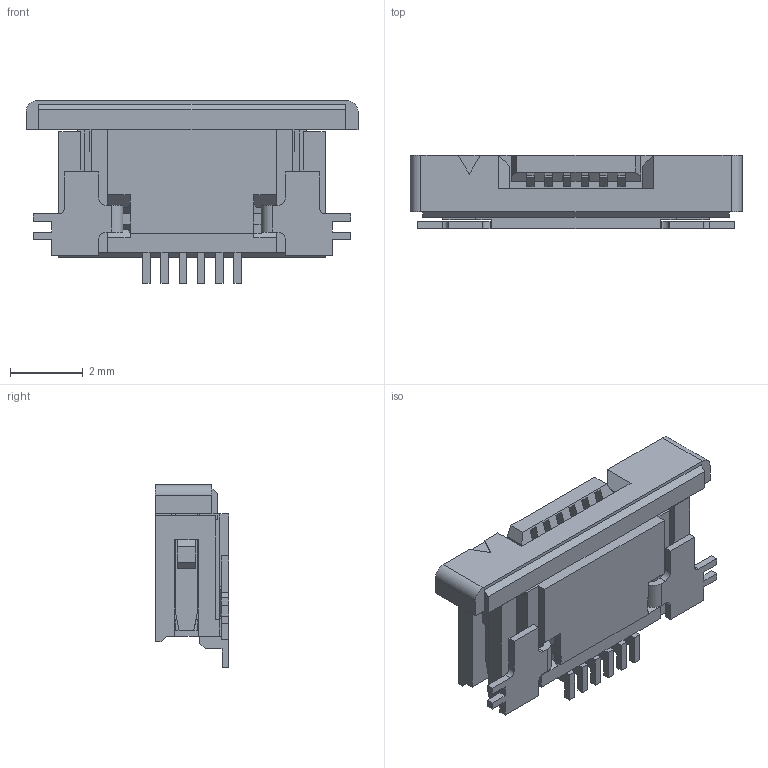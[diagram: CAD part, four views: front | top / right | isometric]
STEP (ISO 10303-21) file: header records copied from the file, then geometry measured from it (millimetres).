
FILE_DESCRIPTION((''),'2;1');
FILE_NAME('527450697','2019-07-11T',('gga'),(''),'PRO/ENGINEER BY PARAMETRIC TECHNOLOGY CORPORATION, 2016010','PRO/ENGINEER BY PARAMETRIC TECHNOLOGY CORPORATION, 2016010','');
FILE_SCHEMA(('CONFIG_CONTROL_DESIGN'));
Length unit declared in the file: millimetre
Products named in the file (1): 527450697
Bounding box: 9.1 x 2 x 5 mm (x, y, z)
Volume: 50 mm3; surface area: 252.6 mm2
Topology: 1 solids, 1 shells, 405 faces, 1231 edges, 820 vertices
Faces by surface type: plane 371, cylinder 34
Entity records: 13548 total; most frequent: CARTESIAN_POINT 2447, ORIENTED_EDGE 2390, DIRECTION 2105, EDGE_CURVE 1195, VECTOR 1153, LINE 1153, VERTEX_POINT 784, AXIS2_PLACEMENT_3D 476
